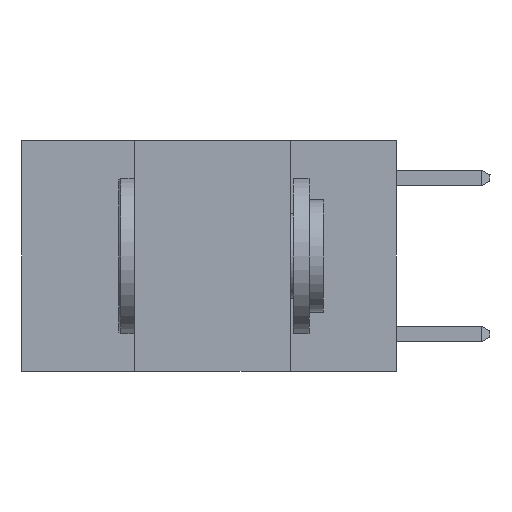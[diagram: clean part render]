
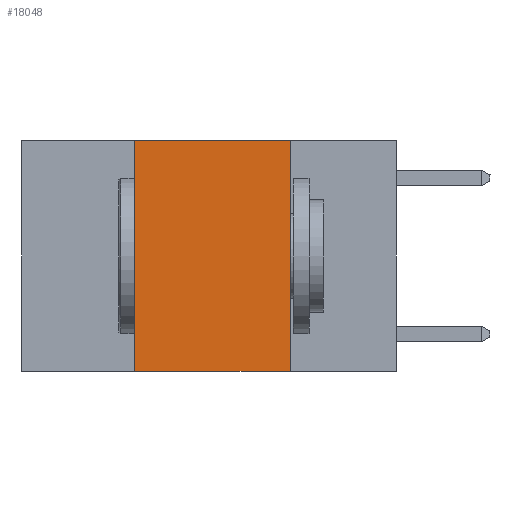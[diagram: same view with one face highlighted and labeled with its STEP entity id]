
A CAD part, left-side view. The second image highlights one B-rep face of the part: STEP entity #18048.
In plain terms, the highlighted planar face has unit normal (-1, 0, 0).
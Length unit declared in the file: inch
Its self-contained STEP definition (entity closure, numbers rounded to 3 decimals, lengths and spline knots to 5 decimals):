
#270 = VECTOR ( 'NONE', #18840, 39.37008 ) ;
#418 = LINE ( 'NONE', #4135, #270 ) ;
#3428 = VERTEX_POINT ( 'NONE', #19572 ) ;
#3616 = DIRECTION ( 'NONE',  ( 0., 0., 1. ) ) ;
#3906 = ORIENTED_EDGE ( 'NONE', *, *, #22257, .T. ) ;
#4135 = CARTESIAN_POINT ( 'NONE',  ( 0., 0.17, 0. ) ) ;
#5892 = EDGE_CURVE ( 'NONE', #16676, #3428, #21863, .T. ) ;
#6571 = VERTEX_POINT ( 'NONE', #21961 ) ;
#6995 = CARTESIAN_POINT ( 'NONE',  ( 0., 0.6, 0. ) ) ;
#7466 = VECTOR ( 'NONE', #14444, 39.37008 ) ;
#8495 = VECTOR ( 'NONE', #3616, 39.37008 ) ;
#8576 = FACE_OUTER_BOUND ( 'NONE', #13485, .T. ) ;
#8848 = AXIS2_PLACEMENT_3D ( 'NONE', #11687, #15798, #13574 ) ;
#9863 = CARTESIAN_POINT ( 'NONE',  ( 0., 0.42, -0.37 ) ) ;
#10096 = VERTEX_POINT ( 'NONE', #15632 ) ;
#10660 = ORIENTED_EDGE ( 'NONE', *, *, #5892, .F. ) ;
#10670 = LINE ( 'NONE', #21748, #7466 ) ;
#10898 = CARTESIAN_POINT ( 'NONE',  ( 0., 0.42, 0. ) ) ;
#11687 = CARTESIAN_POINT ( 'NONE',  ( 0., 0.6, 0. ) ) ;
#13485 = EDGE_LOOP ( 'NONE', ( #21333, #14057, #10660, #3906 ) ) ;
#13574 = DIRECTION ( 'NONE',  ( 0., 0., -1. ) ) ;
#14046 = DIRECTION ( 'NONE',  ( 0., -1., 0. ) ) ;
#14057 = ORIENTED_EDGE ( 'NONE', *, *, #18204, .F. ) ;
#14444 = DIRECTION ( 'NONE',  ( 0., -1., 0. ) ) ;
#15152 = EDGE_CURVE ( 'NONE', #6571, #10096, #418, .T. ) ;
#15632 = CARTESIAN_POINT ( 'NONE',  ( 0., 0.17, -0.37 ) ) ;
#15678 = PLANE ( 'NONE',  #8848 ) ;
#15798 = DIRECTION ( 'NONE',  ( 1., 0., 0. ) ) ;
#16676 = VERTEX_POINT ( 'NONE', #9863 ) ;
#18048 = ADVANCED_FACE ( 'NONE', ( #8576 ), #15678, .F. ) ;
#18204 = EDGE_CURVE ( 'NONE', #3428, #6571, #23250, .T. ) ;
#18840 = DIRECTION ( 'NONE',  ( 0., 0., -1. ) ) ;
#19572 = CARTESIAN_POINT ( 'NONE',  ( 0., 0.42, 0. ) ) ;
#21333 = ORIENTED_EDGE ( 'NONE', *, *, #15152, .F. ) ;
#21748 = CARTESIAN_POINT ( 'NONE',  ( 0., 0.6, -0.37 ) ) ;
#21863 = LINE ( 'NONE', #10898, #8495 ) ;
#21961 = CARTESIAN_POINT ( 'NONE',  ( 0., 0.17, 0. ) ) ;
#22257 = EDGE_CURVE ( 'NONE', #16676, #10096, #10670, .T. ) ;
#22471 = VECTOR ( 'NONE', #14046, 39.37008 ) ;
#23250 = LINE ( 'NONE', #6995, #22471 ) ;
